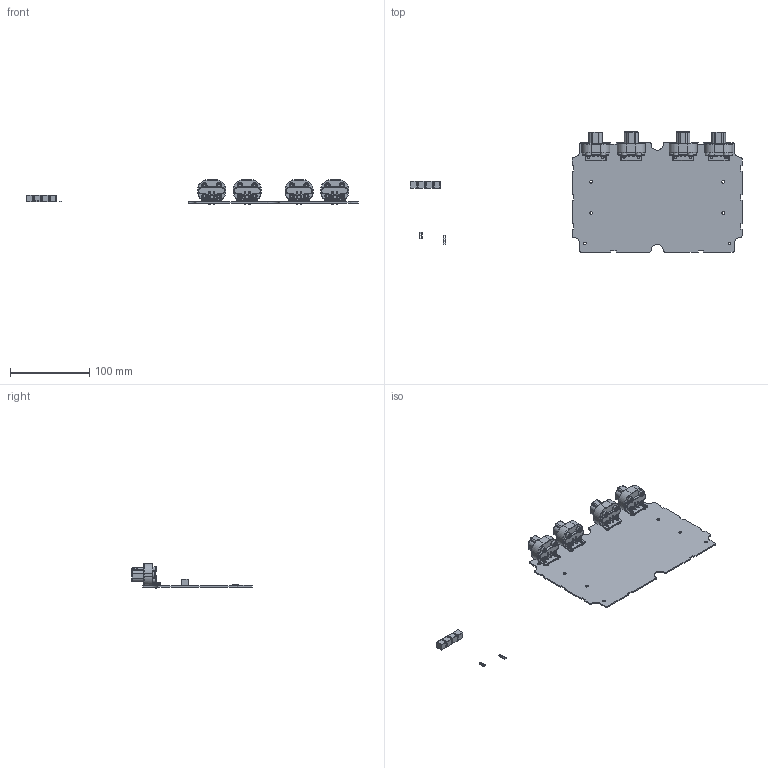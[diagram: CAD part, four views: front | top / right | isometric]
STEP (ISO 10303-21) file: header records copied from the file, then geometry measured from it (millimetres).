
FILE_DESCRIPTION(('KiCad electronic assembly'),'2;1');
FILE_NAME('GR-LRR-POWER.step','2024-05-02T11:05:57',('Pcbnew'),('Kicad') ,'Open CASCADE STEP processor 7.7','KiCad to STEP converter','Unknown' );
FILE_SCHEMA(('AUTOMOTIVE_DESIGN { 1 0 10303 214 1 1 1 1 }'));
Length unit declared in the file: millimetre
Products named in the file (10): GR-LRR-POWER 1; DT13-2P; C-DT13-2P; R_1206_3216Metric; L_Coilcraft_XAL8080-XXX; CQ assembly; C_1206_3216Metric; GR-LRR-POWER_PCB
Assembly tree (20 placements, depth 3):
  GR-LRR-POWER 1
    DT13-2P  x4
      C-DT13-2P
    R_1206_3216Metric  x4
      R_1206_3216Metric
    L_Coilcraft_XAL8080-XXX  x4
      CQ assembly
    C_1206_3216Metric  x3
      C_1206_3216Metric
    GR-LRR-POWER_PCB
Bounding box: 417.88 x 151.17 x 30.76 mm (x, y, z)
Volume: 94191.7 mm3; surface area: 85987.8 mm2
Topology: 24 solids, 24 shells, 2098 faces, 5128 edges, 3152 vertices
Faces by surface type: cylinder 842, plane 720, torus 384, sphere 72, bspline 48, cone 32
Full cylindrical faces by diameter (mm): 1.56 x8, 2.99 x12, 3.429 x8
Entity records: 20751 total; most frequent: CARTESIAN_POINT 5239, DIRECTION 3298, ORIENTED_EDGE 3024, EDGE_CURVE 1512, AXIS2_PLACEMENT_3D 1258, VERTEX_POINT 944, LINE 782, VECTOR 782
